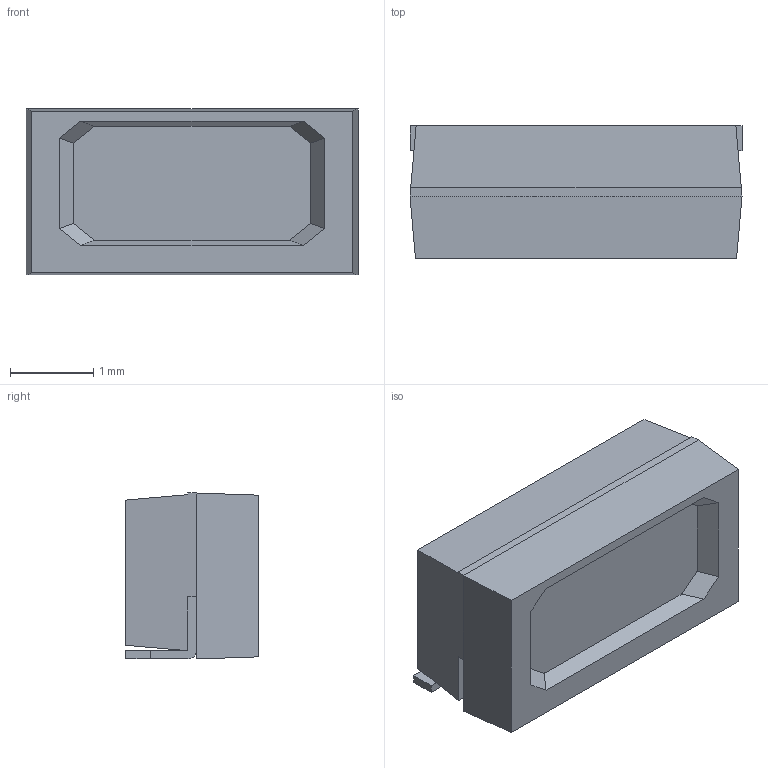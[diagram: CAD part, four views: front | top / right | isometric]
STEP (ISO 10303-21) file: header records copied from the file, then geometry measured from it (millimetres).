
FILE_DESCRIPTION(/* description */ (''),/* implementation_level */ '2;1');
FILE_NAME(/* name */ 'SK6812 4020.step',/* time_stamp */ '2022-12-17T21:16:53+01:00',/* author */ (''),/* organization */ (''),/* preprocessor_version */ 'ST-DEVELOPER v19.2',/* originating_system */ 'Autodesk Translation Framework v11.17.0.187',/* authorisation */ '');
FILE_SCHEMA (('AUTOMOTIVE_DESIGN { 1 0 10303 214 3 1 1 }'));
Length unit declared in the file: millimetre
Products named in the file (1): SK6812 4020
Bounding box: 4 x 1.6 x 2 mm (x, y, z)
Volume: 11.1 mm3; surface area: 58.7 mm2
Topology: 6 solids, 6 shells, 75 faces, 181 edges, 119 vertices
Faces by surface type: plane 71, cylinder 4
Entity records: 2192 total; most frequent: CARTESIAN_POINT 376, ORIENTED_EDGE 362, DIRECTION 341, EDGE_CURVE 181, LINE 173, VECTOR 173, VERTEX_POINT 119, AXIS2_PLACEMENT_3D 84
